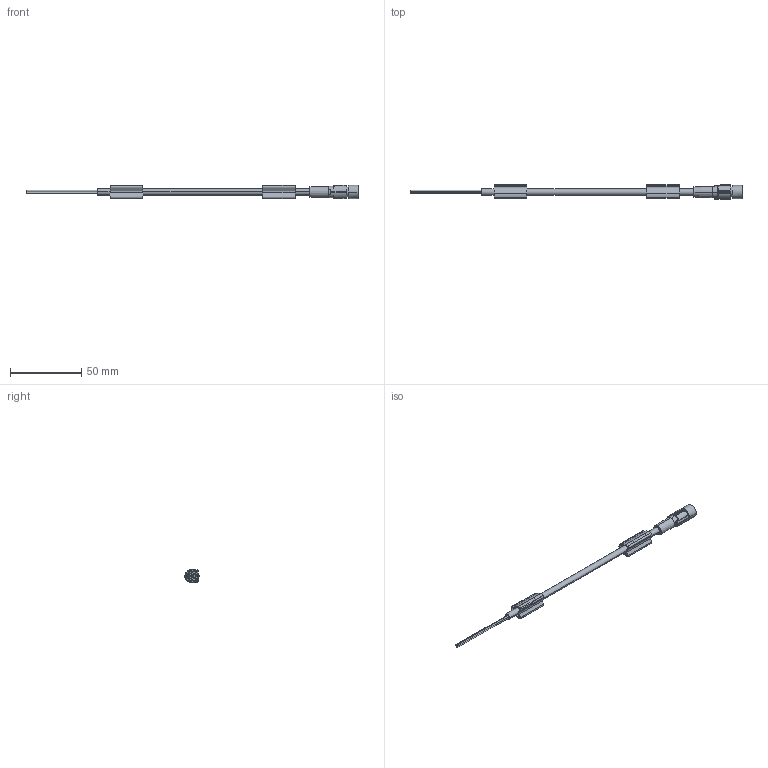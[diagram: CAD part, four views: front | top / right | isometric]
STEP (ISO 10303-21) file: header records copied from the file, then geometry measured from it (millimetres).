
FILE_DESCRIPTION(('SolidDesigner STEP Export'),'2;1');
FILE_NAME('1694101.stp','2011-11-03T 8:58:52',(''),(''),'CoCreate Modeling STEP processor for AP214 (Solid Model)','CoCreate Modeling 16.00A 16-Aug-2008 (C) Parametric Technology GmbH','');
FILE_SCHEMA(('AUTOMOTIVE_DESIGN { 1 0 10303 214 1 1 1 1 }'));
Length unit declared in the file: millimetre
Products named in the file (2): 1694101
Assembly tree (1 placements, depth 2):
  1694101
    1694101
Bounding box: 233 x 10.16 x 9.8 mm (x, y, z)
Volume: 5303.2 mm3; surface area: 6959.7 mm2
Topology: 1 solids, 1 shells, 519 faces, 1395 edges, 925 vertices
Faces by surface type: plane 323, cylinder 114, extrusion 58, cone 12, bspline 6, torus 6
Entity records: 22677 total; most frequent: CARTESIAN_POINT 6099, ORIENTED_EDGE 2790, DIRECTION 2182, EDGE_CURVE 1395, VECTOR 1012, LINE 954, VERTEX_POINT 925, AXIS2_PLACEMENT_3D 585
